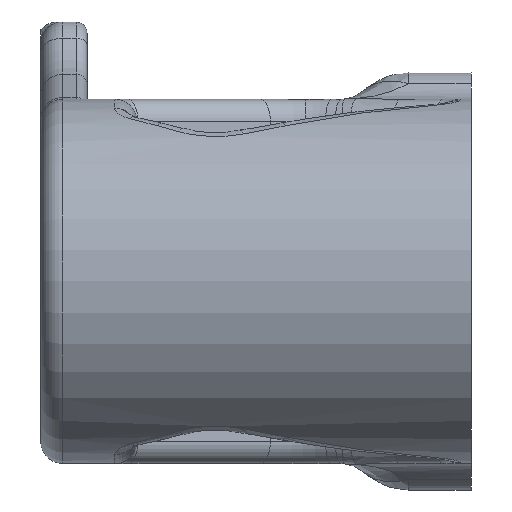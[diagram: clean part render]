
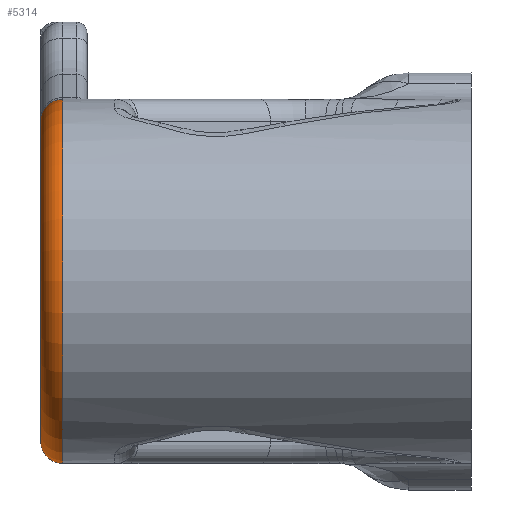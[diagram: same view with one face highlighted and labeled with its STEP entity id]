
A CAD part, front view. The second image highlights one B-rep face of the part: STEP entity #5314.
In plain terms, the highlighted toroidal (fillet/blend) face has major radius 14.5 mm and minor radius 2 mm.
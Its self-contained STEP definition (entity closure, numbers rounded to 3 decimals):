
#397 = DIRECTION ( 'NONE',  ( -1., 0., 0. ) ) ;
#929 = VERTEX_POINT ( 'NONE', #3693 ) ;
#1262 = CARTESIAN_POINT ( 'NONE',  ( -5.2, -12.3, 0. ) ) ;
#1424 = DIRECTION ( 'NONE',  ( 0., 0., 1. ) ) ;
#2035 = CIRCLE ( 'NONE', #4966, 2. ) ;
#2484 = DIRECTION ( 'NONE',  ( -1., 0., 0. ) ) ;
#2825 = EDGE_CURVE ( 'NONE', #3893, #13248, #8387, .T. ) ;
#3273 = CARTESIAN_POINT ( 'NONE',  ( -7.2, -12.3, 0. ) ) ;
#3666 = EDGE_LOOP ( 'NONE', ( #4773, #6855, #9728, #5540 ) ) ;
#3693 = CARTESIAN_POINT ( 'NONE',  ( -5.2, -12.3, -16.5 ) ) ;
#3893 = VERTEX_POINT ( 'NONE', #4222 ) ;
#4022 = EDGE_CURVE ( 'NONE', #12068, #929, #4730, .T. ) ;
#4222 = CARTESIAN_POINT ( 'NONE',  ( -7.2, -12.3, -14.5 ) ) ;
#4730 = CIRCLE ( 'NONE', #9701, 16.5 ) ;
#4773 = ORIENTED_EDGE ( 'NONE', *, *, #6989, .T. ) ;
#4778 = TOROIDAL_SURFACE ( 'NONE', #5007, 14.5, 2. ) ;
#4966 = AXIS2_PLACEMENT_3D ( 'NONE', #10109, #5803, #9136 ) ;
#5007 = AXIS2_PLACEMENT_3D ( 'NONE', #8173, #397, #9169 ) ;
#5314 = ADVANCED_FACE ( 'NONE', ( #12500 ), #4778, .T. ) ;
#5540 = ORIENTED_EDGE ( 'NONE', *, *, #2825, .F. ) ;
#5595 = AXIS2_PLACEMENT_3D ( 'NONE', #8097, #7527, #9436 ) ;
#5803 = DIRECTION ( 'NONE',  ( 0., -1., 0. ) ) ;
#6419 = DIRECTION ( 'NONE',  ( 1., 0., 0. ) ) ;
#6592 = AXIS2_PLACEMENT_3D ( 'NONE', #3273, #2484, #1424 ) ;
#6855 = ORIENTED_EDGE ( 'NONE', *, *, #4022, .F. ) ;
#6989 = EDGE_CURVE ( 'NONE', #3893, #929, #2035, .T. ) ;
#7527 = DIRECTION ( 'NONE',  ( 0., 1., 0. ) ) ;
#8097 = CARTESIAN_POINT ( 'NONE',  ( -5.2, -12.3, 14.5 ) ) ;
#8173 = CARTESIAN_POINT ( 'NONE',  ( -5.2, -12.3, 0. ) ) ;
#8387 = CIRCLE ( 'NONE', #6592, 14.5 ) ;
#8441 = EDGE_CURVE ( 'NONE', #13248, #12068, #10103, .T. ) ;
#9136 = DIRECTION ( 'NONE',  ( 0., 0., -1. ) ) ;
#9169 = DIRECTION ( 'NONE',  ( 0., 0., 1. ) ) ;
#9436 = DIRECTION ( 'NONE',  ( 0., 0., 1. ) ) ;
#9701 = AXIS2_PLACEMENT_3D ( 'NONE', #1262, #6419, #12080 ) ;
#9728 = ORIENTED_EDGE ( 'NONE', *, *, #8441, .F. ) ;
#10103 = CIRCLE ( 'NONE', #5595, 2. ) ;
#10109 = CARTESIAN_POINT ( 'NONE',  ( -5.2, -12.3, -14.5 ) ) ;
#12068 = VERTEX_POINT ( 'NONE', #12258 ) ;
#12080 = DIRECTION ( 'NONE',  ( 0., 0., 1. ) ) ;
#12258 = CARTESIAN_POINT ( 'NONE',  ( -5.2, -12.3, 16.5 ) ) ;
#12500 = FACE_OUTER_BOUND ( 'NONE', #3666, .T. ) ;
#12538 = CARTESIAN_POINT ( 'NONE',  ( -7.2, -12.3, 14.5 ) ) ;
#13248 = VERTEX_POINT ( 'NONE', #12538 ) ;
